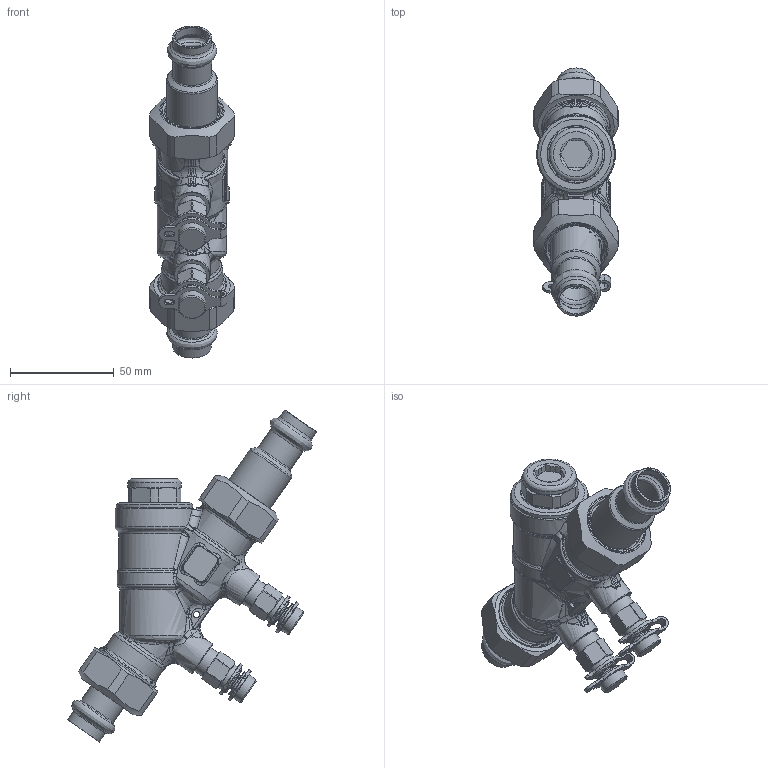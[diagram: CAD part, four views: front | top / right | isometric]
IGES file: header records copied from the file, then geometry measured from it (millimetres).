
Global section: file name: 128446AFC_Simplify_1; native system: Autodesk Inventor 2025; preprocessor: unknown; author: ischreiner; date: 20250721.140043; units: inch
Bounding box: 40.64 x 119.92 x 160.1 mm (x, y, z)
Volume: 164900.1 mm3; surface area: 44510.4 mm2
Topology: 7 solids, 7 shells, 1150 faces, 2849 edges, 1723 vertices
Faces by surface type: bspline 1150
